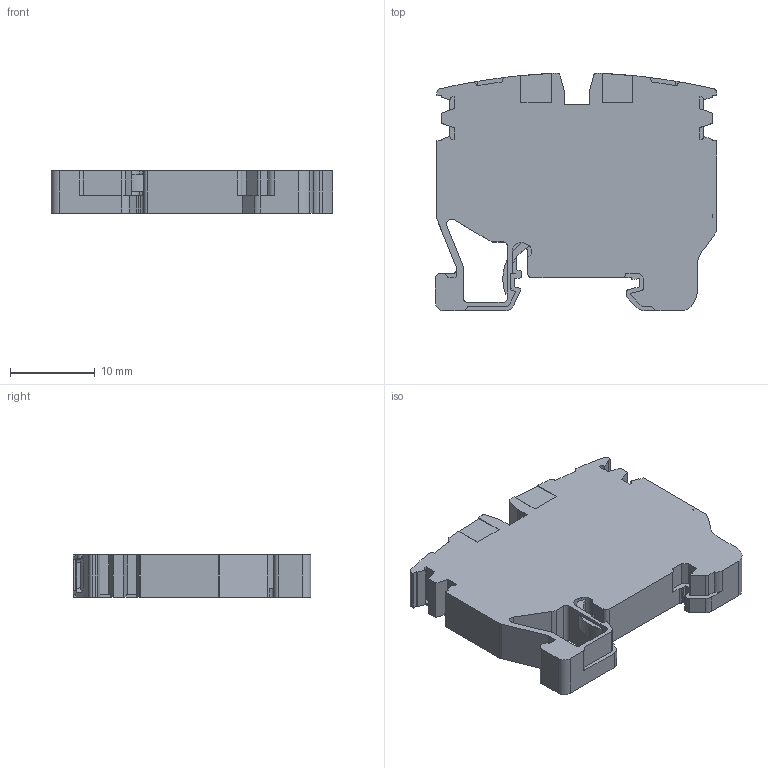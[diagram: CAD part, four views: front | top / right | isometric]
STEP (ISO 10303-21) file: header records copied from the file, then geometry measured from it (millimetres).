
FILE_DESCRIPTION (( 'STEP AP214' ), '1' );
FILE_NAME ('336420_MYK 2,5 T.STP', '2013-11-13T12:43:20', ( 'arge' ), ( 'Microsoft' ), 'SwSTEP 2.0', 'SolidWorks 2013', '' );
FILE_SCHEMA (( 'AUTOMOTIVE_DESIGN' ));
Length unit declared in the file: millimetre
Products named in the file (1): 336420_MYK 2,5 T
Bounding box: 33.2 x 28.03 x 5 mm (x, y, z)
Volume: 3573.2 mm3; surface area: 2561.9 mm2
Topology: 1 solids, 1 shells, 241 faces, 691 edges, 458 vertices
Faces by surface type: plane 145, cylinder 82, bspline 8, cone 4, torus 2
Entity records: 10743 total; most frequent: CARTESIAN_POINT 1726, ORIENTED_EDGE 1382, DIRECTION 1277, EDGE_CURVE 691, VECTOR 461, LINE 461, VERTEX_POINT 458, AXIS2_PLACEMENT_3D 408
